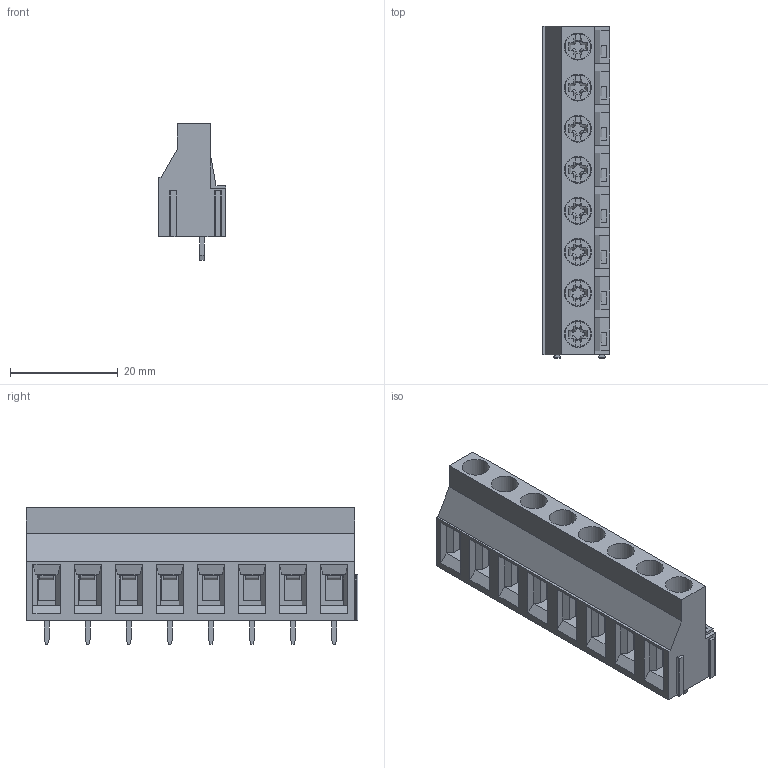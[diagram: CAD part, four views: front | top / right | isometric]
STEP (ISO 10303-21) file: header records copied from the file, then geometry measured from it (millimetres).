
FILE_DESCRIPTION(('STEP AP214'),'1');
FILE_NAME('MV478-7,62-V.stp','2021-06-18T10:47:53',(' '),(' '),'Spatial InterOp 3D',' ',' ');
FILE_SCHEMA(('automotive_design'));
Length unit declared in the file: metre
Products named in the file (1): 1
Bounding box: 12.5 x 61.56 x 25.4 mm (x, y, z)
Volume: 10761.7 mm3; surface area: 6519.2 mm2
Topology: 1 solids, 1 shells, 675 faces, 1866 edges, 1236 vertices
Faces by surface type: plane 566, cylinder 76, cone 32, extrusion 1
Full cylindrical faces by diameter (mm): 4.7 x8, 5 x8
Entity records: 26472 total; most frequent: CARTESIAN_POINT 3748, ORIENTED_EDGE 3668, DIRECTION 3423, EDGE_CURVE 1834, VECTOR 1593, LINE 1592, VERTEX_POINT 1220, AXIS2_PLACEMENT_3D 915
